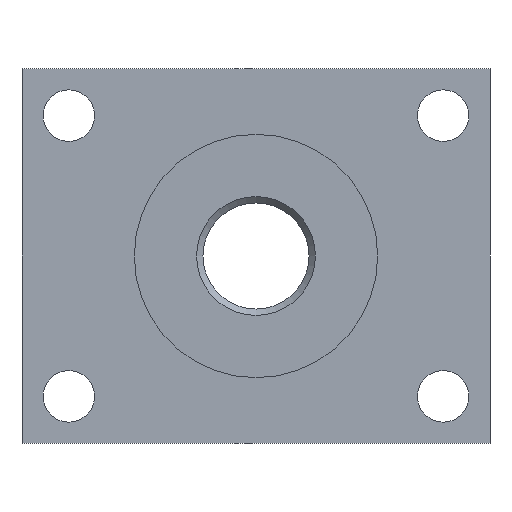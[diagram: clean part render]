
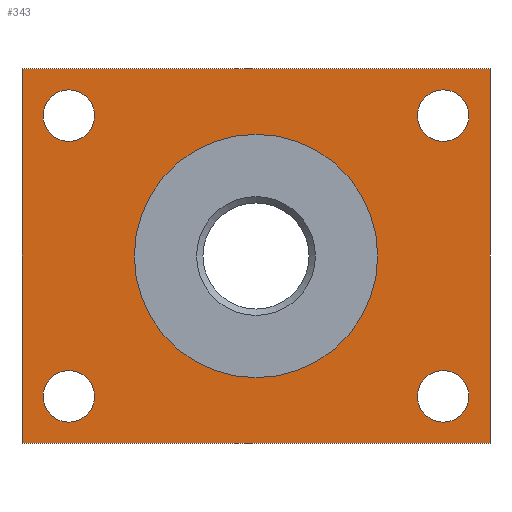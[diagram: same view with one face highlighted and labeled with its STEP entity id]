
A CAD part, front view. The second image highlights one B-rep face of the part: STEP entity #343.
In plain terms, the highlighted planar face has unit normal (0, -1, 0).
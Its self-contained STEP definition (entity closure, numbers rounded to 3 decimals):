
#35=LINE('',#534,#55);
#39=LINE('',#543,#59);
#42=LINE('',#549,#62);
#45=LINE('',#575,#65);
#55=VECTOR('',#432,1000.);
#59=VECTOR('',#438,1000.);
#62=VECTOR('',#443,1000.);
#65=VECTOR('',#472,1000.);
#116=ORIENTED_EDGE('',*,*,#179,.F.);
#117=ORIENTED_EDGE('',*,*,#176,.T.);
#118=ORIENTED_EDGE('',*,*,#174,.T.);
#119=ORIENTED_EDGE('',*,*,#172,.T.);
#120=ORIENTED_EDGE('',*,*,#170,.T.);
#121=ORIENTED_EDGE('',*,*,#159,.F.);
#122=ORIENTED_EDGE('',*,*,#177,.F.);
#123=ORIENTED_EDGE('',*,*,#166,.F.);
#124=ORIENTED_EDGE('',*,*,#163,.F.);
#159=EDGE_CURVE('',#196,#197,#35,.T.);
#163=EDGE_CURVE('',#197,#200,#39,.T.);
#166=EDGE_CURVE('',#200,#202,#42,.T.);
#170=EDGE_CURVE('',#205,#205,#224,.T.);
#172=EDGE_CURVE('',#207,#207,#226,.T.);
#174=EDGE_CURVE('',#209,#209,#228,.T.);
#176=EDGE_CURVE('',#211,#211,#230,.T.);
#177=EDGE_CURVE('',#202,#196,#45,.T.);
#179=EDGE_CURVE('',#212,#212,#231,.F.);
#196=VERTEX_POINT('',#535);
#197=VERTEX_POINT('',#536);
#200=VERTEX_POINT('',#544);
#202=VERTEX_POINT('',#550);
#205=VERTEX_POINT('',#558);
#207=VERTEX_POINT('',#563);
#209=VERTEX_POINT('',#568);
#211=VERTEX_POINT('',#573);
#212=VERTEX_POINT('',#580);
#224=CIRCLE('',#379,2.75);
#226=CIRCLE('',#382,2.75);
#228=CIRCLE('',#385,2.75);
#230=CIRCLE('',#388,2.75);
#231=CIRCLE('',#392,13.);
#258=EDGE_LOOP('',(#116));
#259=EDGE_LOOP('',(#117));
#260=EDGE_LOOP('',(#118));
#261=EDGE_LOOP('',(#119));
#262=EDGE_LOOP('',(#120));
#263=EDGE_LOOP('',(#121,#122,#123,#124));
#300=FACE_BOUND('',#258,.T.);
#301=FACE_BOUND('',#259,.T.);
#302=FACE_BOUND('',#260,.T.);
#303=FACE_BOUND('',#261,.T.);
#304=FACE_BOUND('',#262,.T.);
#305=FACE_BOUND('',#263,.T.);
#326=PLANE('',#391);
#343=ADVANCED_FACE('',(#300,#301,#302,#303,#304,#305),#326,.F.);
#379=AXIS2_PLACEMENT_3D('',#557,#450,#451);
#382=AXIS2_PLACEMENT_3D('',#562,#456,#457);
#385=AXIS2_PLACEMENT_3D('',#567,#462,#463);
#388=AXIS2_PLACEMENT_3D('',#572,#468,#469);
#391=AXIS2_PLACEMENT_3D('',#578,#476,#477);
#392=AXIS2_PLACEMENT_3D('',#579,#478,#479);
#432=DIRECTION('',(0.,0.,1.));
#438=DIRECTION('',(1.,0.,0.));
#443=DIRECTION('',(0.,0.,-1.));
#450=DIRECTION('',(0.,1.,0.));
#451=DIRECTION('',(1.,0.,0.));
#456=DIRECTION('',(0.,1.,0.));
#457=DIRECTION('',(1.,0.,0.));
#462=DIRECTION('',(0.,1.,0.));
#463=DIRECTION('',(1.,0.,0.));
#468=DIRECTION('',(0.,1.,0.));
#469=DIRECTION('',(1.,0.,0.));
#472=DIRECTION('',(-1.,0.,0.));
#476=DIRECTION('',(0.,1.,0.));
#477=DIRECTION('',(0.,0.,1.));
#478=DIRECTION('',(0.,1.,0.));
#479=DIRECTION('',(0.,0.,1.));
#534=CARTESIAN_POINT('',(-25.,0.,-20.));
#535=CARTESIAN_POINT('',(-25.,0.,-20.));
#536=CARTESIAN_POINT('',(-25.,0.,20.));
#543=CARTESIAN_POINT('',(-25.,0.,20.));
#544=CARTESIAN_POINT('',(25.,0.,20.));
#549=CARTESIAN_POINT('',(25.,0.,20.));
#550=CARTESIAN_POINT('',(25.,0.,-20.));
#557=CARTESIAN_POINT('',(20.,0.,-15.));
#558=CARTESIAN_POINT('',(22.75,0.,-15.));
#562=CARTESIAN_POINT('',(20.,0.,15.));
#563=CARTESIAN_POINT('',(22.75,0.,15.));
#567=CARTESIAN_POINT('',(-20.,0.,-15.));
#568=CARTESIAN_POINT('',(-17.25,0.,-15.));
#572=CARTESIAN_POINT('',(-20.,0.,15.));
#573=CARTESIAN_POINT('',(-17.25,0.,15.));
#575=CARTESIAN_POINT('',(25.,0.,-20.));
#578=CARTESIAN_POINT('',(0.,0.,0.));
#579=CARTESIAN_POINT('',(0.,0.,0.));
#580=CARTESIAN_POINT('',(0.,0.,13.));
